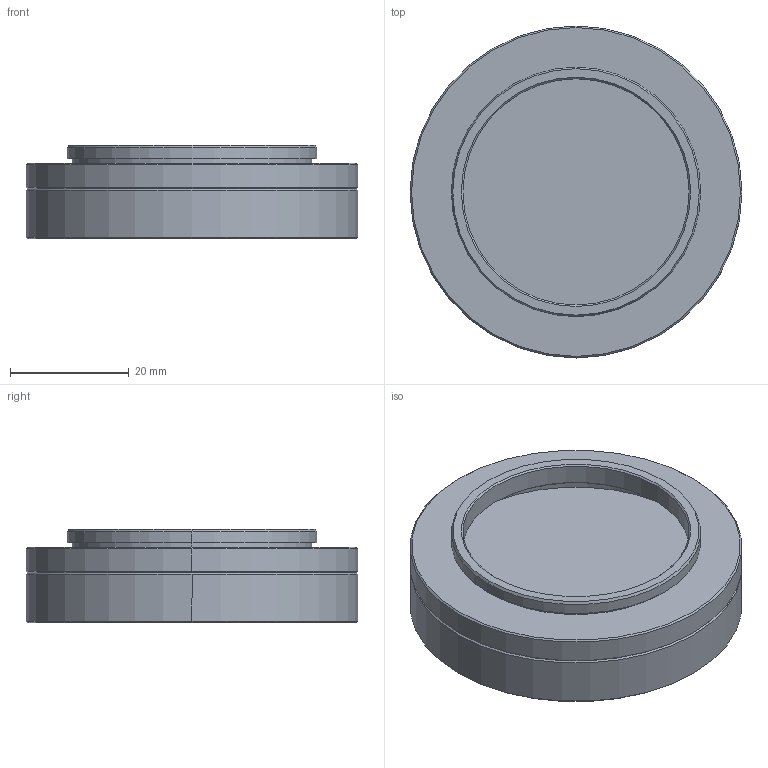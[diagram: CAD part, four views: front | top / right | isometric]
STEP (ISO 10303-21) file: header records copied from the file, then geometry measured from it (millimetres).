
FILE_DESCRIPTION (( 'STEP AP214' ), '1' );
FILE_NAME ('SK-9625- FILTER HOLDER BEAMAGE FOCUS.STEP', '2017-02-21T14:50:50', ( '' ), ( '' ), 'SwSTEP 2.0', 'SolidWorks 2016', '' );
FILE_SCHEMA (( 'AUTOMOTIVE_DESIGN' ));
Length unit declared in the file: millimetre
Products named in the file (1): SK-9625- FILTER HOLDER BEAMAGE FOCUS
Bounding box: 55.88 x 55.88 x 15.75 mm (x, y, z)
Surface area: 11773.7 mm2 (no closed solid volume)
Topology: 0 solids, 7 shells, 53 faces, 129 edges, 83 vertices
Faces by surface type: cone 22, cylinder 16, plane 15
Entity records: 2171 total; most frequent: DIRECTION 300, CARTESIAN_POINT 290, ORIENTED_EDGE 227, EDGE_CURVE 129, AXIS2_PLACEMENT_3D 125, VERTEX_POINT 83, CIRCLE 71, EDGE_LOOP 58
